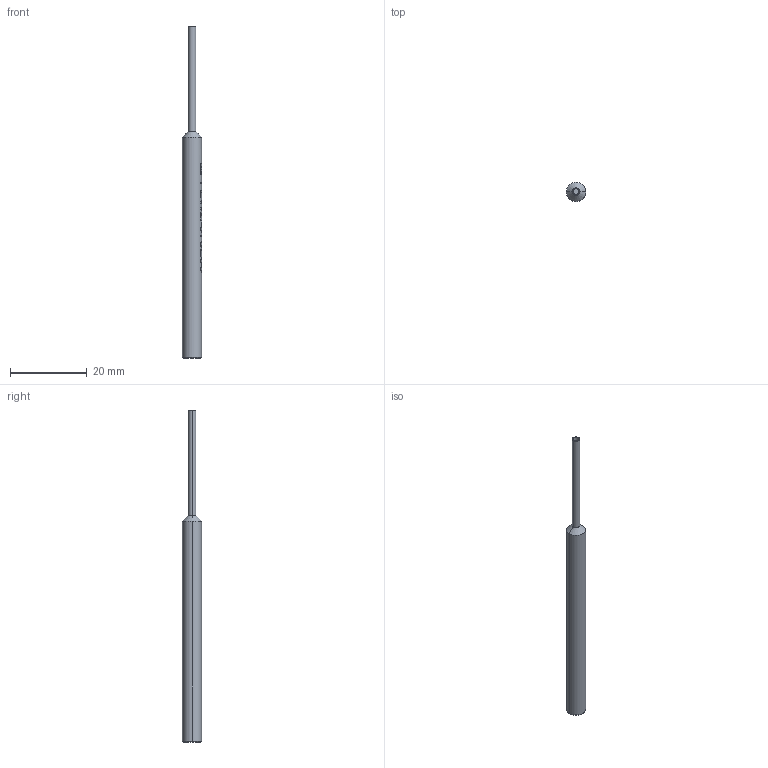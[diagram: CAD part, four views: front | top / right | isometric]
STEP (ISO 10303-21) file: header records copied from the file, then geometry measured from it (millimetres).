
FILE_DESCRIPTION (( 'STEP AP214' ), '1' );
FILE_NAME ('MOD-FEWZ-075E65.STEP', '2021-01-27T07:19:00', ( '' ), ( '' ), 'SwSTEP 2.0', 'SolidWorks 2020', '' );
FILE_SCHEMA (( 'AUTOMOTIVE_DESIGN' ));
Length unit declared in the file: millimetre
Products named in the file (1): MOD-FEWZ-075E65
Bounding box: 5 x 5 x 86.5 mm (x, y, z)
Volume: 1218.4 mm3; surface area: 1154 mm2
Topology: 1 solids, 1 shells, 214 faces, 621 edges, 412 vertices
Faces by surface type: plane 91, bspline 73, cylinder 46, cone 4
Entity records: 15616 total; most frequent: CARTESIAN_POINT 10442, ORIENTED_EDGE 1242, DIRECTION 817, EDGE_CURVE 621, VERTEX_POINT 412, LINE 305, VECTOR 305, AXIS2_PLACEMENT_3D 256
